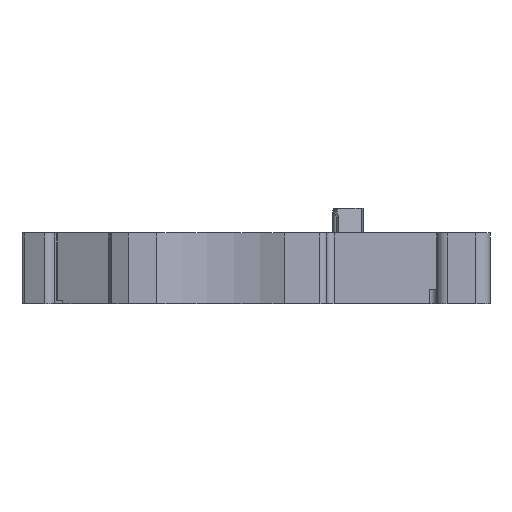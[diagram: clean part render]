
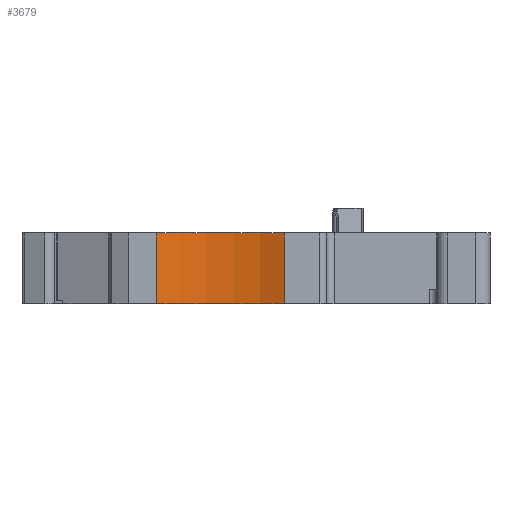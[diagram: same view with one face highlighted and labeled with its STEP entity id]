
A CAD part, left-side view. The second image highlights one B-rep face of the part: STEP entity #3679.
In plain terms, the highlighted cylindrical face has radius 10.625 mm (diameter 21.25 mm), a partial arc.
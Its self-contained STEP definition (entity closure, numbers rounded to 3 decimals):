
#41=CYLINDRICAL_SURFACE('',#3959,10.625);
#173=CIRCLE('',#3932,10.625);
#194=CIRCLE('',#3960,10.625);
#605=ORIENTED_EDGE('',*,*,#1577,.T.);
#606=ORIENTED_EDGE('',*,*,#1644,.F.);
#607=ORIENTED_EDGE('',*,*,#1645,.F.);
#608=ORIENTED_EDGE('',*,*,#1642,.T.);
#1577=EDGE_CURVE('',#2094,#2093,#173,.T.);
#1642=EDGE_CURVE('',#2148,#2094,#2483,.T.);
#1644=EDGE_CURVE('',#2149,#2093,#2485,.T.);
#1645=EDGE_CURVE('',#2148,#2149,#194,.T.);
#2093=VERTEX_POINT('',#6036);
#2094=VERTEX_POINT('',#6038);
#2148=VERTEX_POINT('',#6163);
#2149=VERTEX_POINT('',#6167);
#2483=LINE('',#6162,#2884);
#2485=LINE('',#6166,#2886);
#2884=VECTOR('',#4612,1000.);
#2886=VECTOR('',#4616,1000.);
#3139=EDGE_LOOP('',(#605,#606,#607,#608));
#3349=FACE_BOUND('',#3139,.T.);
#3679=ADVANCED_FACE('',(#3349),#41,.F.);
#3932=AXIS2_PLACEMENT_3D('',#6037,#4514,#4515);
#3959=AXIS2_PLACEMENT_3D('',#6165,#4614,#4615);
#3960=AXIS2_PLACEMENT_3D('',#6168,#4617,#4618);
#4514=DIRECTION('',(0.,0.,-1.));
#4515=DIRECTION('',(-1.,0.,0.));
#4612=DIRECTION('',(0.,0.,-1.));
#4614=DIRECTION('',(0.,0.,-1.));
#4615=DIRECTION('',(-1.,0.,0.));
#4616=DIRECTION('',(0.,0.,-1.));
#4617=DIRECTION('',(0.,0.,-1.));
#4618=DIRECTION('',(-1.,0.,0.));
#6036=CARTESIAN_POINT('',(-32.3,-2.,0.));
#6037=CARTESIAN_POINT('',(-41.925,2.5,0.));
#6038=CARTESIAN_POINT('',(-32.3,7.,0.));
#6162=CARTESIAN_POINT('',(-32.3,7.,5.));
#6163=CARTESIAN_POINT('',(-32.3,7.,5.));
#6165=CARTESIAN_POINT('',(-41.925,2.5,5.));
#6166=CARTESIAN_POINT('',(-32.3,-2.,5.));
#6167=CARTESIAN_POINT('',(-32.3,-2.,5.));
#6168=CARTESIAN_POINT('',(-41.925,2.5,5.));
